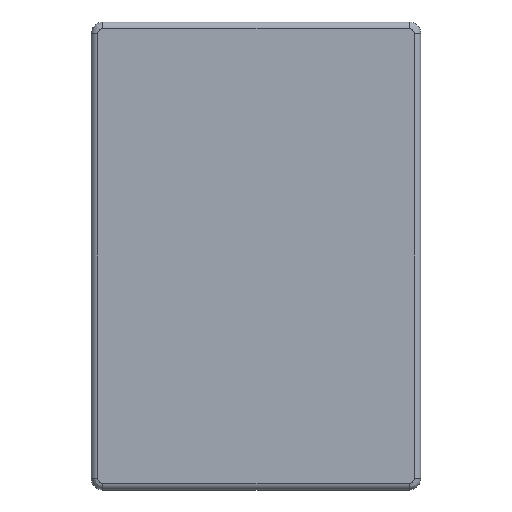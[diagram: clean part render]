
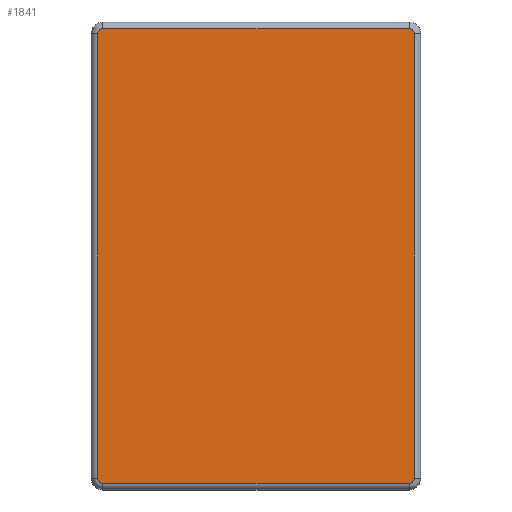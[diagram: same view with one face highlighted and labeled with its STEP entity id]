
A CAD part, front view. The second image highlights one B-rep face of the part: STEP entity #1841.
In plain terms, the highlighted planar face has unit normal (0, -1, 0).
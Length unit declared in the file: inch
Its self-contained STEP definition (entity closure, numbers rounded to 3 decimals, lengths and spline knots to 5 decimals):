
#1251=CARTESIAN_POINT('',(-3.58631,0.,0.12673));
#1252=VERTEX_POINT('',#1251);
#1271=CARTESIAN_POINT('',(-3.53333,0.,0.07375));
#1272=VERTEX_POINT('',#1271);
#1280=CARTESIAN_POINT('',(-3.5333,0.,0.12676));
#1281=DIRECTION('',(0.,1.0,0.));
#1282=DIRECTION('',(-0.707,0.,-0.707));
#1283=AXIS2_PLACEMENT_3D('',#1280,#1281,#1282);
#1284=ELLIPSE('',#1283,0.05303,0.053);
#1285=EDGE_CURVE('',#1272,#1252,#1284,.T.);
#1326=CARTESIAN_POINT('',(-0.21479,0.,0.07375));
#1327=VERTEX_POINT('',#1326);
#1335=CARTESIAN_POINT('',(-0.21479,0.,0.07375));
#1336=DIRECTION('',(-1.0,0.0,0.0));
#1337=VECTOR('',#1336,3.31853);
#1338=LINE('',#1335,#1337);
#1339=EDGE_CURVE('',#1327,#1272,#1338,.T.);
#1431=CARTESIAN_POINT('',(-0.16181,0.,0.12673));
#1432=VERTEX_POINT('',#1431);
#1440=CARTESIAN_POINT('',(-0.21482,0.,0.12676));
#1441=DIRECTION('',(0.,1.0,0.));
#1442=DIRECTION('',(0.707,0.,-0.707));
#1443=AXIS2_PLACEMENT_3D('',#1440,#1441,#1442);
#1444=ELLIPSE('',#1443,0.05303,0.053);
#1445=EDGE_CURVE('',#1432,#1327,#1444,.T.);
#1489=CARTESIAN_POINT('',(-0.16181,0.,4.94527));
#1490=VERTEX_POINT('',#1489);
#1498=CARTESIAN_POINT('',(-0.16181,0.,4.94527));
#1499=DIRECTION('',(0.0,0.0,-1.0));
#1500=VECTOR('',#1499,4.81853);
#1501=LINE('',#1498,#1500);
#1502=EDGE_CURVE('',#1490,#1432,#1501,.T.);
#1557=CARTESIAN_POINT('',(-0.21479,0.,4.99825));
#1558=VERTEX_POINT('',#1557);
#1566=CARTESIAN_POINT('',(-0.21482,0.,4.94524));
#1567=DIRECTION('',(0.,1.0,0.));
#1568=DIRECTION('',(0.707,0.,0.707));
#1569=AXIS2_PLACEMENT_3D('',#1566,#1567,#1568);
#1570=ELLIPSE('',#1569,0.05303,0.053);
#1571=EDGE_CURVE('',#1558,#1490,#1570,.T.);
#1615=CARTESIAN_POINT('',(-3.53333,0.,4.99825));
#1616=VERTEX_POINT('',#1615);
#1624=CARTESIAN_POINT('',(-3.53333,0.,4.99825));
#1625=DIRECTION('',(1.0,0.0,0.0));
#1626=VECTOR('',#1625,3.31853);
#1627=LINE('',#1624,#1626);
#1628=EDGE_CURVE('',#1616,#1558,#1627,.T.);
#1714=CARTESIAN_POINT('',(-3.58631,0.,4.94527));
#1715=VERTEX_POINT('',#1714);
#1723=CARTESIAN_POINT('',(-3.5333,0.,4.94524));
#1724=DIRECTION('',(0.,1.0,0.));
#1725=DIRECTION('',(-0.707,0.,0.707));
#1726=AXIS2_PLACEMENT_3D('',#1723,#1724,#1725);
#1727=ELLIPSE('',#1726,0.05303,0.053);
#1728=EDGE_CURVE('',#1715,#1616,#1727,.T.);
#1756=CARTESIAN_POINT('',(-3.58631,0.,0.12673));
#1757=DIRECTION('',(0.0,0.0,1.0));
#1758=VECTOR('',#1757,4.81853);
#1759=LINE('',#1756,#1758);
#1760=EDGE_CURVE('',#1252,#1715,#1759,.T.);
#1826=CARTESIAN_POINT('',(-3.62406,0.,0.0));
#1827=DIRECTION('',(0.0,-1.0,0.0));
#1828=DIRECTION('',(0.0,0.0,-1.0));
#1829=AXIS2_PLACEMENT_3D('',#1826,#1827,#1828);
#1830=PLANE('',#1829);
#1831=ORIENTED_EDGE('',*,*,#1285,.F.);
#1832=ORIENTED_EDGE('',*,*,#1339,.F.);
#1833=ORIENTED_EDGE('',*,*,#1445,.F.);
#1834=ORIENTED_EDGE('',*,*,#1502,.F.);
#1835=ORIENTED_EDGE('',*,*,#1571,.F.);
#1836=ORIENTED_EDGE('',*,*,#1628,.F.);
#1837=ORIENTED_EDGE('',*,*,#1728,.F.);
#1838=ORIENTED_EDGE('',*,*,#1760,.F.);
#1839=EDGE_LOOP('',(#1831,#1832,#1833,#1834,#1835,#1836,#1837,#1838));
#1840=FACE_OUTER_BOUND('',#1839,.T.);
#1841=ADVANCED_FACE('',(#1840),#1830,.T.);
